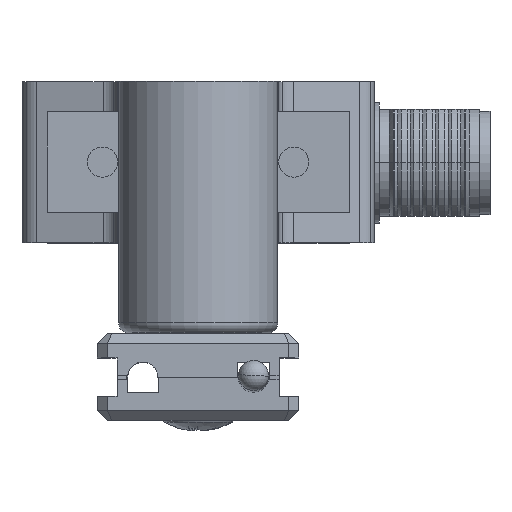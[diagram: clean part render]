
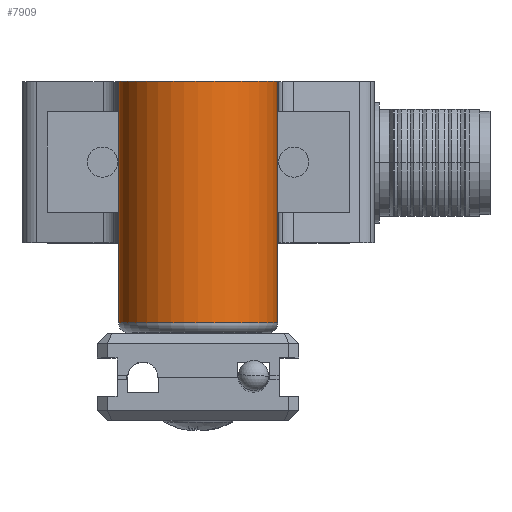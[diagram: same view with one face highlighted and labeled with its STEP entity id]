
A CAD part, top view. The second image highlights one B-rep face of the part: STEP entity #7909.
In plain terms, the highlighted cylindrical face has radius 7.9 mm (diameter 15.8 mm), a partial arc.
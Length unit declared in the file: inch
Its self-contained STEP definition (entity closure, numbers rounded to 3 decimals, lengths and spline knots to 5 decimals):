
#83 = VERTEX_POINT ( 'NONE', #2029 ) ;
#325 = VERTEX_POINT ( 'NONE', #18248 ) ;
#931 = DIRECTION ( 'NONE',  ( 0., -1., 0. ) ) ;
#1107 = ORIENTED_EDGE ( 'NONE', *, *, #13952, .F. ) ;
#1385 = DIRECTION ( 'NONE',  ( 0., -1., 0. ) ) ;
#1536 = VECTOR ( 'NONE', #4132, 39.37008 ) ;
#1539 = VECTOR ( 'NONE', #6615, 39.37008 ) ;
#2029 = CARTESIAN_POINT ( 'NONE',  ( 0.31102, -0.94488, 0.70866 ) ) ;
#2504 = CARTESIAN_POINT ( 'NONE',  ( 0.31102, 0., 0.70866 ) ) ;
#2845 = ORIENTED_EDGE ( 'NONE', *, *, #16082, .F. ) ;
#3506 = FACE_OUTER_BOUND ( 'NONE', #3759, .T. ) ;
#3759 = EDGE_LOOP ( 'NONE', ( #1107, #18819, #2845, #14917, #12523, #15152 ) ) ;
#4039 = VERTEX_POINT ( 'NONE', #7616 ) ;
#4132 = DIRECTION ( 'NONE',  ( 0., -1., 0. ) ) ;
#4183 = CARTESIAN_POINT ( 'NONE',  ( 0., 0., 0.70866 ) ) ;
#4900 = EDGE_CURVE ( 'NONE', #83, #9956, #17274, .T. ) ;
#5061 = VECTOR ( 'NONE', #5683, 39.37008 ) ;
#5629 = DIRECTION ( 'NONE',  ( 0., 1., 0. ) ) ;
#5683 = DIRECTION ( 'NONE',  ( 0., -1., 0. ) ) ;
#5933 = DIRECTION ( 'NONE',  ( 0., -1., 0. ) ) ;
#6615 = DIRECTION ( 'NONE',  ( 0., -1., 0. ) ) ;
#7106 = CIRCLE ( 'NONE', #17542, 0.31102 ) ;
#7330 = CARTESIAN_POINT ( 'NONE',  ( 0., 0., 0.70866 ) ) ;
#7399 = DIRECTION ( 'NONE',  ( -1., 0., 0. ) ) ;
#7616 = CARTESIAN_POINT ( 'NONE',  ( 0.31102, 0., 0.70866 ) ) ;
#7733 = LINE ( 'NONE', #2504, #1536 ) ;
#7909 = ADVANCED_FACE ( 'NONE', ( #3506 ), #16604, .T. ) ;
#8518 = CARTESIAN_POINT ( 'NONE',  ( -0.31102, 0., 0.70866 ) ) ;
#9399 = AXIS2_PLACEMENT_3D ( 'NONE', #7330, #5933, #12278 ) ;
#9435 = VECTOR ( 'NONE', #1385, 39.37008 ) ;
#9438 = CARTESIAN_POINT ( 'NONE',  ( -0.31102, 0., 0.70866 ) ) ;
#9956 = VERTEX_POINT ( 'NONE', #17014 ) ;
#10987 = EDGE_CURVE ( 'NONE', #4039, #13397, #7733, .T. ) ;
#11048 = EDGE_CURVE ( 'NONE', #16487, #325, #16093, .T. ) ;
#11378 = LINE ( 'NONE', #14413, #1539 ) ;
#11922 = CARTESIAN_POINT ( 'NONE',  ( 0., -0.94488, 0.70866 ) ) ;
#11959 = DIRECTION ( 'NONE',  ( -1., 0., 0. ) ) ;
#12278 = DIRECTION ( 'NONE',  ( -1., 0., 0. ) ) ;
#12523 = ORIENTED_EDGE ( 'NONE', *, *, #20221, .T. ) ;
#13133 = CARTESIAN_POINT ( 'NONE',  ( -0.31102, 0., 0.70866 ) ) ;
#13397 = VERTEX_POINT ( 'NONE', #17051 ) ;
#13952 = EDGE_CURVE ( 'NONE', #13397, #83, #11378, .T. ) ;
#14413 = CARTESIAN_POINT ( 'NONE',  ( 0.31102, 0., 0.70866 ) ) ;
#14917 = ORIENTED_EDGE ( 'NONE', *, *, #11048, .T. ) ;
#15152 = ORIENTED_EDGE ( 'NONE', *, *, #4900, .F. ) ;
#16082 = EDGE_CURVE ( 'NONE', #16487, #4039, #7106, .T. ) ;
#16093 = LINE ( 'NONE', #9438, #9435 ) ;
#16487 = VERTEX_POINT ( 'NONE', #13133 ) ;
#16604 = CYLINDRICAL_SURFACE ( 'NONE', #9399, 0.31102 ) ;
#16860 = AXIS2_PLACEMENT_3D ( 'NONE', #11922, #931, #7399 ) ;
#17014 = CARTESIAN_POINT ( 'NONE',  ( -0.31102, -0.94488, 0.70866 ) ) ;
#17051 = CARTESIAN_POINT ( 'NONE',  ( 0.31102, -0.62992, 0.70866 ) ) ;
#17139 = LINE ( 'NONE', #8518, #5061 ) ;
#17274 = CIRCLE ( 'NONE', #16860, 0.31102 ) ;
#17542 = AXIS2_PLACEMENT_3D ( 'NONE', #4183, #5629, #11959 ) ;
#18248 = CARTESIAN_POINT ( 'NONE',  ( -0.31102, -0.62992, 0.70866 ) ) ;
#18819 = ORIENTED_EDGE ( 'NONE', *, *, #10987, .F. ) ;
#20221 = EDGE_CURVE ( 'NONE', #325, #9956, #17139, .T. ) ;
